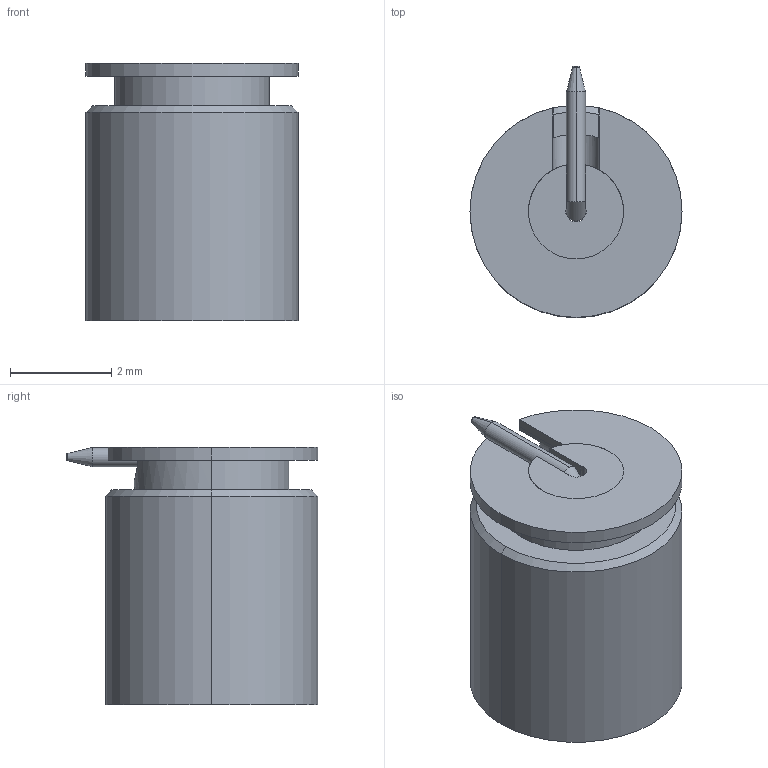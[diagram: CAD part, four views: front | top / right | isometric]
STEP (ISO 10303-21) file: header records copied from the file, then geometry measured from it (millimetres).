
FILE_DESCRIPTION (( 'STEP AP203' ), '1' );
FILE_NAME ('PE44946 ¦ SC5345.step', '2019-09-20T19:58:59', ( '' ), ( '' ), 'SwSTEP 2.0', 'SolidWorks 2018', '' );
FILE_SCHEMA (( 'CONFIG_CONTROL_DESIGN' ));
Length unit declared in the file: inch
Products named in the file (1): PE44946 ｦ SC5345
Bounding box: 4.19 x 4.97 x 5.08 mm (x, y, z)
Volume: 40.9 mm3; surface area: 167.2 mm2
Topology: 3 solids, 3 shells, 57 faces, 132 edges, 79 vertices
Faces by surface type: cylinder 27, plane 13, cone 12, torus 5
Entity records: 1719 total; most frequent: CARTESIAN_POINT 317, DIRECTION 302, ORIENTED_EDGE 260, EDGE_CURVE 130, AXIS2_PLACEMENT_3D 124, VERTEX_POINT 79, CIRCLE 66, EDGE_LOOP 61
